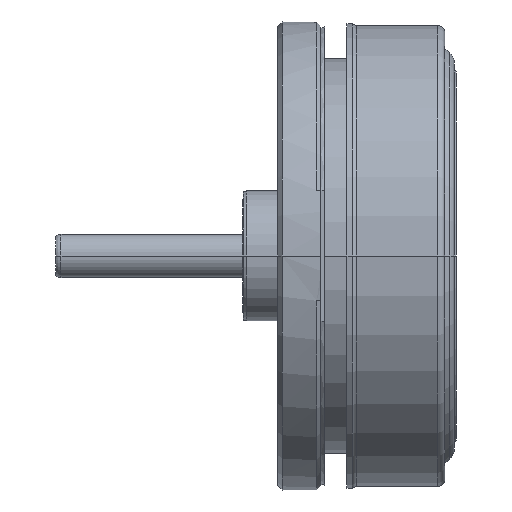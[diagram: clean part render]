
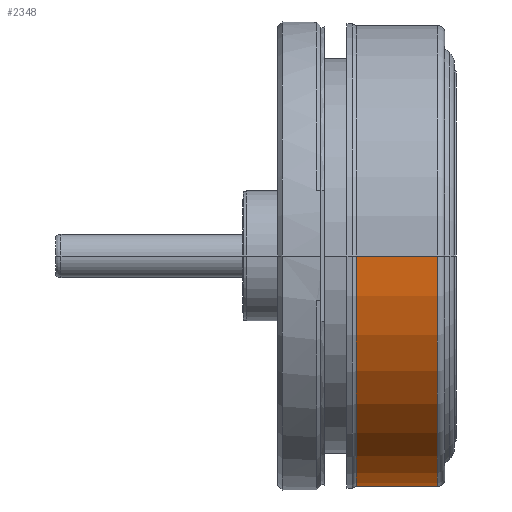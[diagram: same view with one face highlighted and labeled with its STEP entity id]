
A CAD part, front view. The second image highlights one B-rep face of the part: STEP entity #2348.
In plain terms, the highlighted cylindrical face has radius 21.3 mm (diameter 42.6 mm), a partial arc.
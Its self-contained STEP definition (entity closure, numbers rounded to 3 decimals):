
#947=CARTESIAN_POINT('',(7.241,0.,0.));
#948=DIRECTION('',(-1.,0.,0.));
#949=DIRECTION('',(0.,1.,0.));
#950=AXIS2_PLACEMENT_3D('',#947,#948,#949);
#955=CARTESIAN_POINT('',(14.727,0.,0.));
#956=DIRECTION('',(-1.,0.,0.));
#957=DIRECTION('',(0.,1.,0.));
#958=AXIS2_PLACEMENT_3D('',#955,#956,#957);
#963=DIRECTION('',(-1.,0.,0.));
#964=VECTOR('',#963,7.486);
#965=CARTESIAN_POINT('',(14.727,21.3,0.));
#966=LINE('',#965,#964);
#978=DIRECTION('',(-1.,0.,0.));
#979=VECTOR('',#978,7.486);
#980=CARTESIAN_POINT('',(14.727,-21.3,0.));
#981=LINE('',#980,#979);
#1351=CARTESIAN_POINT('',(14.727,21.3,0.));
#1352=VERTEX_POINT('',#1351);
#1353=CARTESIAN_POINT('',(7.241,21.3,0.));
#1354=VERTEX_POINT('',#1353);
#1387=CARTESIAN_POINT('',(14.727,-21.3,0.));
#1388=VERTEX_POINT('',#1387);
#1389=CARTESIAN_POINT('',(7.241,-21.3,0.));
#1390=VERTEX_POINT('',#1389);
#2334=CARTESIAN_POINT('',(18.35,0.,0.));
#2335=DIRECTION('',(-1.,0.,0.));
#2336=DIRECTION('',(0.,1.,0.));
#2337=AXIS2_PLACEMENT_3D('',#2334,#2335,#2336);
#2338=CYLINDRICAL_SURFACE('',#2337,21.3);
#2340=ORIENTED_EDGE('',*,*,#2339,.T.);
#2341=ORIENTED_EDGE('',*,*,#2329,.T.);
#2343=ORIENTED_EDGE('',*,*,#2342,.F.);
#2345=ORIENTED_EDGE('',*,*,#2344,.F.);
#2346=EDGE_LOOP('',(#2340,#2341,#2343,#2345));
#2347=FACE_OUTER_BOUND('',#2346,.F.);
#2348=ADVANCED_FACE('',(#2347),#2338,.T.);
#951=CIRCLE('',#950,21.3);
#959=CIRCLE('',#958,21.3);
#2329=EDGE_CURVE('',#1354,#1390,#951,.T.);
#2339=EDGE_CURVE('',#1352,#1354,#966,.T.);
#2342=EDGE_CURVE('',#1388,#1390,#981,.T.);
#2344=EDGE_CURVE('',#1352,#1388,#959,.T.);
